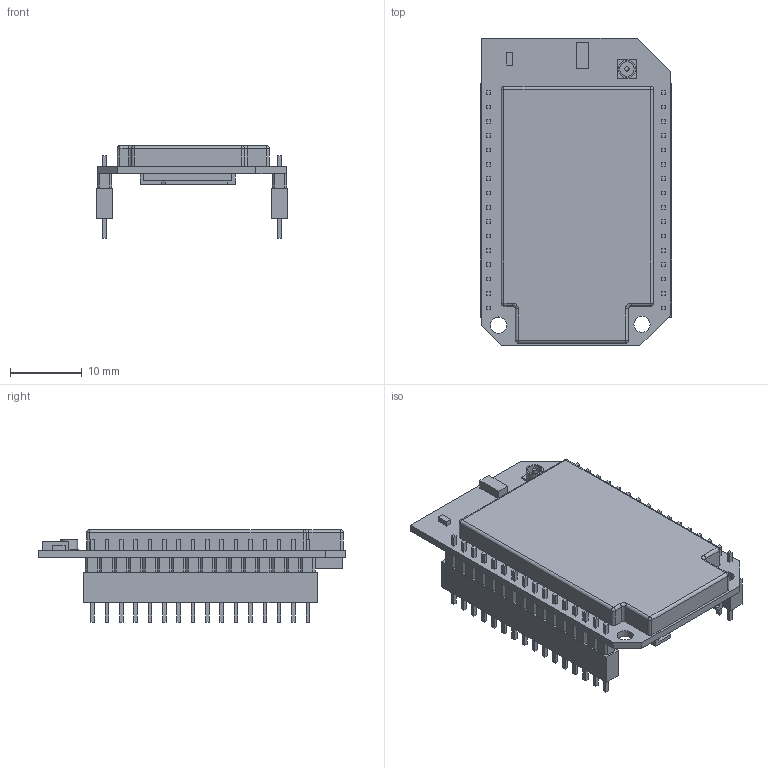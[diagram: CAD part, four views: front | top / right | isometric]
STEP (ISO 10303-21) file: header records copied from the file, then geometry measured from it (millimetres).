
FILE_DESCRIPTION( ( '' ), ' ' );
FILE_NAME( '5cc034327a1d12172263d692.step', '2019-04-24T10:02:28', ( '' ), ( '' ), ' ', ' ', ' ' );
FILE_SCHEMA( ( 'AUTOMOTIVE_DESIGN { 1 0 10303 214 1 1 1 1 }' ) );
Length unit declared in the file: metre
Products named in the file (12): OM2 - ufl; OM2 - led; OM2 - ant; OM2 - shield; OM2 - SD; OM2 - pins; OM2 - socket; OM2 - conn; OM2 - PCB
Bounding box: 26.7 x 42.9 x 12.9 mm (x, y, z)
Volume: 4258.5 mm3; surface area: 7356.2 mm2
Topology: 12 solids, 12 shells, 927 faces, 2864 edges, 1898 vertices
Faces by surface type: plane 898, cylinder 21, sphere 6, torus 2
Full cylindrical faces by diameter (mm): 0.6 x1, 2 x1, 2.25 x2, 2.4 x1
Entity records: 39165 total; most frequent: ORIENTED_EDGE 5706, CARTESIAN_POINT 5690, DIRECTION 4775, EDGE_CURVE 2853, LINE 2809, VECTOR 2809, VERTEX_POINT 1898, EDGE_LOOP 1099
